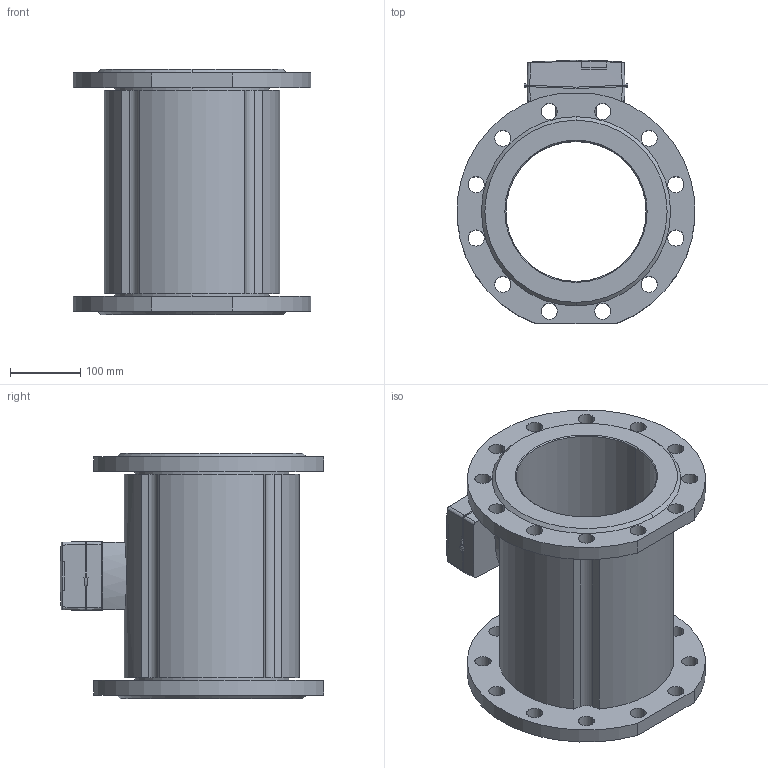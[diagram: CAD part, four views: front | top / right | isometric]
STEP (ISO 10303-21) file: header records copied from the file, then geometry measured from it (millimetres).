
FILE_DESCRIPTION (( 'STEP AP214' ), '1' );
FILE_NAME ('HYDRUS2__HYDRUS2_GWZ_DN200_BL350mm_16bar_12Loch-214.step', '2021-12-02T12:03:07', ( '' ), ( '' ), 'SwSTEP 2.0', 'SolidWorks 2020', '' );
FILE_SCHEMA (( 'AUTOMOTIVE_DESIGN' ));
Length unit declared in the file: millimetre
Products named in the file (3): HYDRUS2__HYDRUS2_GWZ_DN200_BL350mm_16bar_12Loch-214; 10000082807_SWP_000_HYDRUS2_GWZ_DN200_350mm; 10000082453_SWP_000_GWZ_Daten
Assembly tree (2 placements, depth 2):
  HYDRUS2__HYDRUS2_GWZ_DN200_BL350mm_16bar_12Loch-214
    10000082807_SWP_000_HYDRUS2_GWZ_DN200_350mm
    10000082453_SWP_000_GWZ_Daten
Bounding box: 339.38 x 375.95 x 350 mm (x, y, z)
Volume: 8356420.1 mm3; surface area: 825599.2 mm2
Topology: 3 solids, 3 shells, 162 faces, 488 edges, 344 vertices
Faces by surface type: cylinder 84, plane 47, bspline 23, cone 8
Entity records: 6914 total; most frequent: CARTESIAN_POINT 2433, ORIENTED_EDGE 976, DIRECTION 793, EDGE_CURVE 488, VERTEX_POINT 344, AXIS2_PLACEMENT_3D 308, EDGE_LOOP 228, LINE 177
